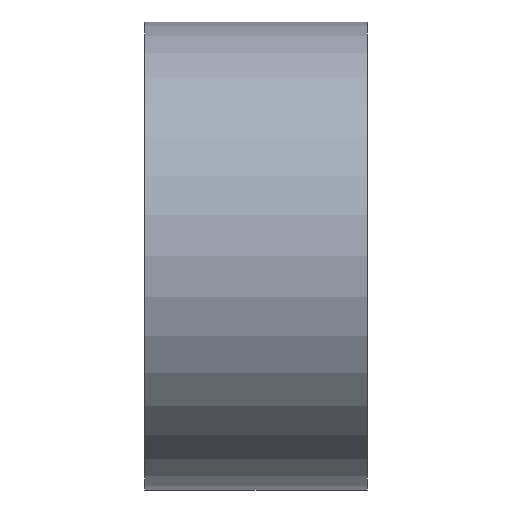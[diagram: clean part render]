
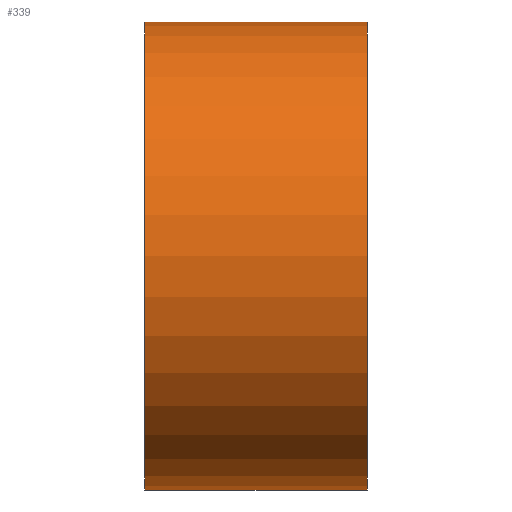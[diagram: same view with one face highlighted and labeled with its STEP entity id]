
A CAD part, front view. The second image highlights one B-rep face of the part: STEP entity #339.
In plain terms, the highlighted cylindrical face has radius 52.5 mm (diameter 105 mm), a partial arc.
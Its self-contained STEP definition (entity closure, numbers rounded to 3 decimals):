
#24 = VECTOR ( 'NONE', #437, 1000. ) ;
#142 = DIRECTION ( 'NONE',  ( -1., 0., 0. ) ) ;
#157 = DIRECTION ( 'NONE',  ( 0., 0., -1. ) ) ;
#172 = DIRECTION ( 'NONE',  ( -1., 0., 0. ) ) ;
#191 = CARTESIAN_POINT ( 'NONE',  ( -25., 0., -52.5 ) ) ;
#225 = CIRCLE ( 'NONE', #502, 52.5 ) ;
#227 = ORIENTED_EDGE ( 'NONE', *, *, #315, .T. ) ;
#230 = CARTESIAN_POINT ( 'NONE',  ( 25., 0., -52.5 ) ) ;
#293 = CARTESIAN_POINT ( 'NONE',  ( -25., 0., 0. ) ) ;
#303 = VERTEX_POINT ( 'NONE', #395 ) ;
#304 = AXIS2_PLACEMENT_3D ( 'NONE', #357, #172, #541 ) ;
#315 = EDGE_CURVE ( 'NONE', #303, #425, #379, .T. ) ;
#330 = AXIS2_PLACEMENT_3D ( 'NONE', #293, #480, #736 ) ;
#339 = ADVANCED_FACE ( 'NONE', ( #556 ), #474, .T. ) ;
#341 = LINE ( 'NONE', #230, #686 ) ;
#348 = DIRECTION ( 'NONE',  ( 1., 0., 0. ) ) ;
#357 = CARTESIAN_POINT ( 'NONE',  ( 25., 0., 0. ) ) ;
#379 = CIRCLE ( 'NONE', #330, 52.5 ) ;
#395 = CARTESIAN_POINT ( 'NONE',  ( -25., 0., 52.5 ) ) ;
#425 = VERTEX_POINT ( 'NONE', #191 ) ;
#437 = DIRECTION ( 'NONE',  ( -1., 0., 0. ) ) ;
#441 = LINE ( 'NONE', #713, #24 ) ;
#460 = EDGE_CURVE ( 'NONE', #688, #303, #441, .T. ) ;
#467 = CARTESIAN_POINT ( 'NONE',  ( 25., 0., -52.5 ) ) ;
#470 = CARTESIAN_POINT ( 'NONE',  ( 25., 0., 52.5 ) ) ;
#474 = CYLINDRICAL_SURFACE ( 'NONE', #304, 52.5 ) ;
#480 = DIRECTION ( 'NONE',  ( 1., 0., 0. ) ) ;
#502 = AXIS2_PLACEMENT_3D ( 'NONE', #792, #348, #157 ) ;
#527 = VERTEX_POINT ( 'NONE', #467 ) ;
#541 = DIRECTION ( 'NONE',  ( 0., 0., 1. ) ) ;
#548 = ORIENTED_EDGE ( 'NONE', *, *, #769, .F. ) ;
#556 = FACE_OUTER_BOUND ( 'NONE', #805, .T. ) ;
#686 = VECTOR ( 'NONE', #142, 1000. ) ;
#688 = VERTEX_POINT ( 'NONE', #470 ) ;
#713 = CARTESIAN_POINT ( 'NONE',  ( 25., 0., 52.5 ) ) ;
#719 = EDGE_CURVE ( 'NONE', #527, #425, #341, .T. ) ;
#736 = DIRECTION ( 'NONE',  ( 0., 0., -1. ) ) ;
#765 = ORIENTED_EDGE ( 'NONE', *, *, #719, .F. ) ;
#769 = EDGE_CURVE ( 'NONE', #688, #527, #225, .T. ) ;
#792 = CARTESIAN_POINT ( 'NONE',  ( 25., 0., 0. ) ) ;
#799 = ORIENTED_EDGE ( 'NONE', *, *, #460, .T. ) ;
#805 = EDGE_LOOP ( 'NONE', ( #765, #548, #799, #227 ) ) ;
